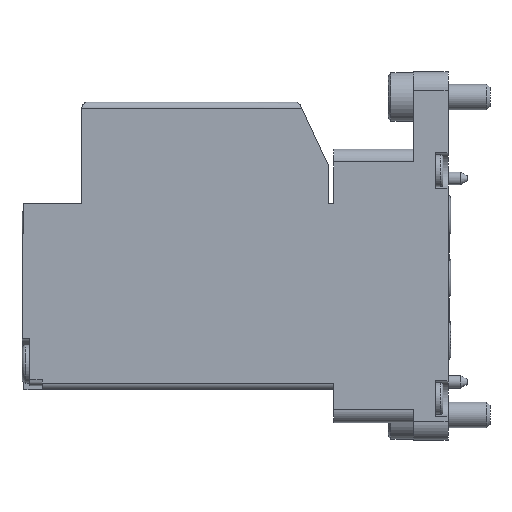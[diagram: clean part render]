
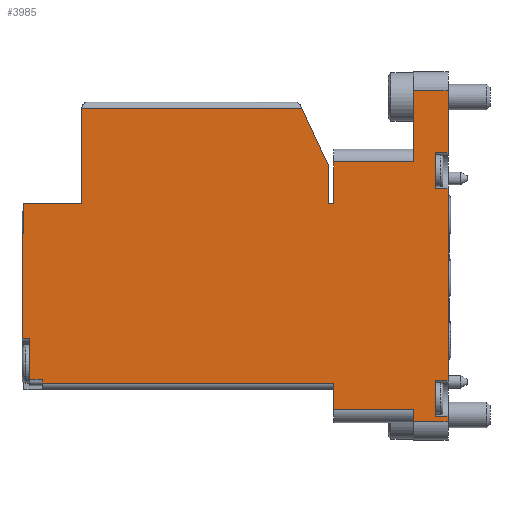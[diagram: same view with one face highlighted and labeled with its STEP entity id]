
A CAD part, left-side view. The second image highlights one B-rep face of the part: STEP entity #3985.
In plain terms, the highlighted planar face has unit normal (-1, 0, 0).
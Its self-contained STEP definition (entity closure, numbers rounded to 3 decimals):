
#377=ORIENTED_EDGE('',*,*,#1527,.F.);
#378=ORIENTED_EDGE('',*,*,#1528,.T.);
#379=ORIENTED_EDGE('',*,*,#1529,.T.);
#380=ORIENTED_EDGE('',*,*,#1498,.T.);
#381=ORIENTED_EDGE('',*,*,#1530,.F.);
#382=ORIENTED_EDGE('',*,*,#1531,.T.);
#383=ORIENTED_EDGE('',*,*,#1532,.T.);
#384=ORIENTED_EDGE('',*,*,#1494,.T.);
#385=ORIENTED_EDGE('',*,*,#1533,.F.);
#386=ORIENTED_EDGE('',*,*,#1534,.F.);
#387=ORIENTED_EDGE('',*,*,#1535,.F.);
#388=ORIENTED_EDGE('',*,*,#1536,.F.);
#389=ORIENTED_EDGE('',*,*,#1537,.F.);
#390=ORIENTED_EDGE('',*,*,#1538,.F.);
#391=ORIENTED_EDGE('',*,*,#1539,.F.);
#392=ORIENTED_EDGE('',*,*,#1540,.T.);
#393=ORIENTED_EDGE('',*,*,#1541,.F.);
#394=ORIENTED_EDGE('',*,*,#1542,.F.);
#395=ORIENTED_EDGE('',*,*,#1543,.F.);
#396=ORIENTED_EDGE('',*,*,#1544,.F.);
#397=ORIENTED_EDGE('',*,*,#1545,.F.);
#398=ORIENTED_EDGE('',*,*,#1546,.T.);
#399=ORIENTED_EDGE('',*,*,#1547,.F.);
#400=ORIENTED_EDGE('',*,*,#1548,.T.);
#401=ORIENTED_EDGE('',*,*,#1549,.F.);
#402=ORIENTED_EDGE('',*,*,#1550,.F.);
#403=ORIENTED_EDGE('',*,*,#1551,.F.);
#404=ORIENTED_EDGE('',*,*,#1552,.T.);
#405=ORIENTED_EDGE('',*,*,#1553,.F.);
#406=ORIENTED_EDGE('',*,*,#1554,.T.);
#407=ORIENTED_EDGE('',*,*,#1478,.T.);
#1478=EDGE_CURVE('',#2050,#2049,#2452,.T.);
#1494=EDGE_CURVE('',#2066,#2065,#2462,.T.);
#1498=EDGE_CURVE('',#2070,#2069,#2465,.T.);
#1527=EDGE_CURVE('',#2098,#2049,#2475,.T.);
#1528=EDGE_CURVE('',#2098,#2099,#2476,.T.);
#1529=EDGE_CURVE('',#2099,#2070,#2477,.T.);
#1530=EDGE_CURVE('',#2100,#2069,#2478,.T.);
#1531=EDGE_CURVE('',#2100,#2101,#2479,.T.);
#1532=EDGE_CURVE('',#2101,#2066,#2480,.T.);
#1533=EDGE_CURVE('',#2102,#2065,#2481,.T.);
#1534=EDGE_CURVE('',#2103,#2102,#2482,.T.);
#1535=EDGE_CURVE('',#2104,#2103,#2483,.T.);
#1536=EDGE_CURVE('',#2105,#2104,#2484,.T.);
#1537=EDGE_CURVE('',#2106,#2105,#2485,.T.);
#1538=EDGE_CURVE('',#2107,#2106,#2486,.T.);
#1539=EDGE_CURVE('',#2108,#2107,#2487,.T.);
#1540=EDGE_CURVE('',#2108,#2045,#2488,.T.);
#1541=EDGE_CURVE('',#2109,#2045,#2489,.T.);
#1542=EDGE_CURVE('',#2110,#2109,#2490,.T.);
#1543=EDGE_CURVE('',#2111,#2110,#2491,.T.);
#1544=EDGE_CURVE('',#2112,#2111,#2492,.T.);
#1545=EDGE_CURVE('',#2113,#2112,#2493,.T.);
#1546=EDGE_CURVE('',#2113,#2114,#2494,.T.);
#1547=EDGE_CURVE('',#2115,#2114,#2495,.T.);
#1548=EDGE_CURVE('',#2115,#2116,#2496,.T.);
#1549=EDGE_CURVE('',#2117,#2116,#2497,.T.);
#1550=EDGE_CURVE('',#2118,#2117,#2498,.T.);
#1551=EDGE_CURVE('',#2119,#2118,#2499,.T.);
#1552=EDGE_CURVE('',#2119,#2120,#2500,.T.);
#1553=EDGE_CURVE('',#2121,#2120,#2501,.T.);
#1554=EDGE_CURVE('',#2121,#2050,#2502,.T.);
#2045=VERTEX_POINT('',#5923);
#2049=VERTEX_POINT('',#5932);
#2050=VERTEX_POINT('',#5934);
#2065=VERTEX_POINT('',#5964);
#2066=VERTEX_POINT('',#5966);
#2069=VERTEX_POINT('',#5972);
#2070=VERTEX_POINT('',#5974);
#2098=VERTEX_POINT('',#6032);
#2099=VERTEX_POINT('',#6034);
#2100=VERTEX_POINT('',#6037);
#2101=VERTEX_POINT('',#6039);
#2102=VERTEX_POINT('',#6042);
#2103=VERTEX_POINT('',#6044);
#2104=VERTEX_POINT('',#6046);
#2105=VERTEX_POINT('',#6048);
#2106=VERTEX_POINT('',#6050);
#2107=VERTEX_POINT('',#6052);
#2108=VERTEX_POINT('',#6054);
#2109=VERTEX_POINT('',#6057);
#2110=VERTEX_POINT('',#6059);
#2111=VERTEX_POINT('',#6061);
#2112=VERTEX_POINT('',#6063);
#2113=VERTEX_POINT('',#6065);
#2114=VERTEX_POINT('',#6067);
#2115=VERTEX_POINT('',#6069);
#2116=VERTEX_POINT('',#6071);
#2117=VERTEX_POINT('',#6073);
#2118=VERTEX_POINT('',#6075);
#2119=VERTEX_POINT('',#6077);
#2120=VERTEX_POINT('',#6079);
#2121=VERTEX_POINT('',#6081);
#2452=LINE('',#5933,#2871);
#2462=LINE('',#5965,#2881);
#2465=LINE('',#5973,#2884);
#2475=LINE('',#6031,#2894);
#2476=LINE('',#6033,#2895);
#2477=LINE('',#6035,#2896);
#2478=LINE('',#6036,#2897);
#2479=LINE('',#6038,#2898);
#2480=LINE('',#6040,#2899);
#2481=LINE('',#6041,#2900);
#2482=LINE('',#6043,#2901);
#2483=LINE('',#6045,#2902);
#2484=LINE('',#6047,#2903);
#2485=LINE('',#6049,#2904);
#2486=LINE('',#6051,#2905);
#2487=LINE('',#6053,#2906);
#2488=LINE('',#6055,#2907);
#2489=LINE('',#6056,#2908);
#2490=LINE('',#6058,#2909);
#2491=LINE('',#6060,#2910);
#2492=LINE('',#6062,#2911);
#2493=LINE('',#6064,#2912);
#2494=LINE('',#6066,#2913);
#2495=LINE('',#6068,#2914);
#2496=LINE('',#6070,#2915);
#2497=LINE('',#6072,#2916);
#2498=LINE('',#6074,#2917);
#2499=LINE('',#6076,#2918);
#2500=LINE('',#6078,#2919);
#2501=LINE('',#6080,#2920);
#2502=LINE('',#6082,#2921);
#2871=VECTOR('',#4697,1000.);
#2881=VECTOR('',#4719,1000.);
#2884=VECTOR('',#4724,1000.);
#2894=VECTOR('',#4774,1000.);
#2895=VECTOR('',#4775,1000.);
#2896=VECTOR('',#4776,1000.);
#2897=VECTOR('',#4777,1000.);
#2898=VECTOR('',#4778,1000.);
#2899=VECTOR('',#4779,1000.);
#2900=VECTOR('',#4780,1000.);
#2901=VECTOR('',#4781,1000.);
#2902=VECTOR('',#4782,1000.);
#2903=VECTOR('',#4783,1000.);
#2904=VECTOR('',#4784,1000.);
#2905=VECTOR('',#4785,1000.);
#2906=VECTOR('',#4786,1000.);
#2907=VECTOR('',#4787,1000.);
#2908=VECTOR('',#4788,1000.);
#2909=VECTOR('',#4789,1000.);
#2910=VECTOR('',#4790,1000.);
#2911=VECTOR('',#4791,1000.);
#2912=VECTOR('',#4792,1000.);
#2913=VECTOR('',#4793,1000.);
#2914=VECTOR('',#4794,1000.);
#2915=VECTOR('',#4795,1000.);
#2916=VECTOR('',#4796,1000.);
#2917=VECTOR('',#4797,1000.);
#2918=VECTOR('',#4798,1000.);
#2919=VECTOR('',#4799,1000.);
#2920=VECTOR('',#4800,1000.);
#2921=VECTOR('',#4801,1000.);
#3254=EDGE_LOOP('',(#377,#378,#379,#380,#381,#382,#383,#384,#385,#386,#387,
#388,#389,#390,#391,#392,#393,#394,#395,#396,#397,#398,#399,#400,#401,#402,
#403,#404,#405,#406,#407));
#3545=FACE_BOUND('',#3254,.T.);
#3827=PLANE('',#4266);
#3985=ADVANCED_FACE('',(#3545),#3827,.F.);
#4266=AXIS2_PLACEMENT_3D('',#6030,#4772,#4773);
#4697=DIRECTION('',(0.,0.,1.));
#4719=DIRECTION('',(0.,0.,1.));
#4724=DIRECTION('',(0.,0.,1.));
#4772=DIRECTION('',(1.,0.,0.));
#4773=DIRECTION('',(0.,0.,-1.));
#4774=DIRECTION('',(0.,-1.,0.));
#4775=DIRECTION('',(0.,0.,1.));
#4776=DIRECTION('',(0.,-1.,0.));
#4777=DIRECTION('',(0.,-1.,0.));
#4778=DIRECTION('',(0.,0.,1.));
#4779=DIRECTION('',(0.,-1.,0.));
#4780=DIRECTION('',(0.,-1.,0.));
#4781=DIRECTION('',(0.,0.,1.));
#4782=DIRECTION('',(0.,-1.,0.));
#4783=DIRECTION('',(0.,0.,1.));
#4784=DIRECTION('',(0.,-1.,0.));
#4785=DIRECTION('',(0.,0.,-1.));
#4786=DIRECTION('',(0.,-0.423,-0.906));
#4787=DIRECTION('',(0.,1.,0.));
#4788=DIRECTION('',(0.,0.,1.));
#4789=DIRECTION('',(0.,-1.,0.));
#4790=DIRECTION('',(0.,0.,1.));
#4791=DIRECTION('',(0.,-1.,0.));
#4792=DIRECTION('',(0.,0.,1.));
#4793=DIRECTION('',(0.,-1.,0.));
#4794=DIRECTION('',(0.,0.,1.));
#4795=DIRECTION('',(0.,-1.,0.));
#4796=DIRECTION('',(0.,0.,1.));
#4797=DIRECTION('',(0.,1.,0.));
#4798=DIRECTION('',(0.,0.,1.));
#4799=DIRECTION('',(0.,-1.,0.));
#4800=DIRECTION('',(0.,0.,1.));
#4801=DIRECTION('',(0.,-1.,0.));
#5923=CARTESIAN_POINT('',(-5.,28.8,11.6));
#5932=CARTESIAN_POINT('',(-5.,0.,-12.6));
#5933=CARTESIAN_POINT('',(-5.,0.,-14.5));
#5934=CARTESIAN_POINT('',(-5.,0.,-13.));
#5964=CARTESIAN_POINT('',(-5.,0.,13.));
#5965=CARTESIAN_POINT('',(-5.,0.,-14.5));
#5966=CARTESIAN_POINT('',(-5.,0.,8.1));
#5972=CARTESIAN_POINT('',(-5.,0.,5.3));
#5973=CARTESIAN_POINT('',(-5.,0.,-14.5));
#5974=CARTESIAN_POINT('',(-5.,0.,-9.8));
#6030=CARTESIAN_POINT('',(-5.,2.7,-14.5));
#6031=CARTESIAN_POINT('',(-5.,1.,-12.6));
#6032=CARTESIAN_POINT('',(-5.,1.,-12.6));
#6033=CARTESIAN_POINT('',(-5.,1.,-12.6));
#6034=CARTESIAN_POINT('',(-5.,1.,-9.8));
#6035=CARTESIAN_POINT('',(-5.,1.,-9.8));
#6036=CARTESIAN_POINT('',(-5.,1.,5.3));
#6037=CARTESIAN_POINT('',(-5.,1.,5.3));
#6038=CARTESIAN_POINT('',(-5.,1.,5.3));
#6039=CARTESIAN_POINT('',(-5.,1.,8.1));
#6040=CARTESIAN_POINT('',(-5.,1.,8.1));
#6041=CARTESIAN_POINT('',(-5.,2.7,13.));
#6042=CARTESIAN_POINT('',(-5.,2.7,13.));
#6043=CARTESIAN_POINT('',(-5.,2.7,-14.5));
#6044=CARTESIAN_POINT('',(-5.,2.7,7.4));
#6045=CARTESIAN_POINT('',(-5.,9.,7.4));
#6046=CARTESIAN_POINT('',(-5.,9.,7.4));
#6047=CARTESIAN_POINT('',(-5.,9.,-14.1));
#6048=CARTESIAN_POINT('',(-5.,9.,4.1));
#6049=CARTESIAN_POINT('',(-5.,9.4,4.1));
#6050=CARTESIAN_POINT('',(-5.,9.4,4.1));
#6051=CARTESIAN_POINT('',(-5.,9.4,7.1));
#6052=CARTESIAN_POINT('',(-5.,9.4,7.1));
#6053=CARTESIAN_POINT('',(-5.,11.732,12.1));
#6054=CARTESIAN_POINT('',(-5.,11.498,11.6));
#6055=CARTESIAN_POINT('',(-5.,9.,11.6));
#6056=CARTESIAN_POINT('',(-5.,28.8,4.1));
#6057=CARTESIAN_POINT('',(-5.,28.8,4.1));
#6058=CARTESIAN_POINT('',(-5.,33.35,4.1));
#6059=CARTESIAN_POINT('',(-5.,33.35,4.1));
#6060=CARTESIAN_POINT('',(-5.,33.35,1.8));
#6061=CARTESIAN_POINT('',(-5.,33.35,1.8));
#6062=CARTESIAN_POINT('',(-5.,33.5,1.8));
#6063=CARTESIAN_POINT('',(-5.,33.5,1.8));
#6064=CARTESIAN_POINT('',(-5.,33.5,-8.2));
#6065=CARTESIAN_POINT('',(-5.,33.5,-6.5));
#6066=CARTESIAN_POINT('',(-5.,33.5,-6.5));
#6067=CARTESIAN_POINT('',(-5.,32.9,-6.5));
#6068=CARTESIAN_POINT('',(-5.,32.9,-9.7));
#6069=CARTESIAN_POINT('',(-5.,32.9,-9.7));
#6070=CARTESIAN_POINT('',(-5.,32.9,-9.7));
#6071=CARTESIAN_POINT('',(-5.,31.9,-9.7));
#6072=CARTESIAN_POINT('',(-5.,31.9,-10.5));
#6073=CARTESIAN_POINT('',(-5.,31.9,-10.));
#6074=CARTESIAN_POINT('',(-5.,9.,-10.));
#6075=CARTESIAN_POINT('',(-5.,9.,-10.));
#6076=CARTESIAN_POINT('',(-5.,9.,-14.1));
#6077=CARTESIAN_POINT('',(-5.,9.,-12.1));
#6078=CARTESIAN_POINT('',(-5.,9.,-12.1));
#6079=CARTESIAN_POINT('',(-5.,2.7,-12.1));
#6080=CARTESIAN_POINT('',(-5.,2.7,-14.5));
#6081=CARTESIAN_POINT('',(-5.,2.7,-13.));
#6082=CARTESIAN_POINT('',(-5.,2.7,-13.));
